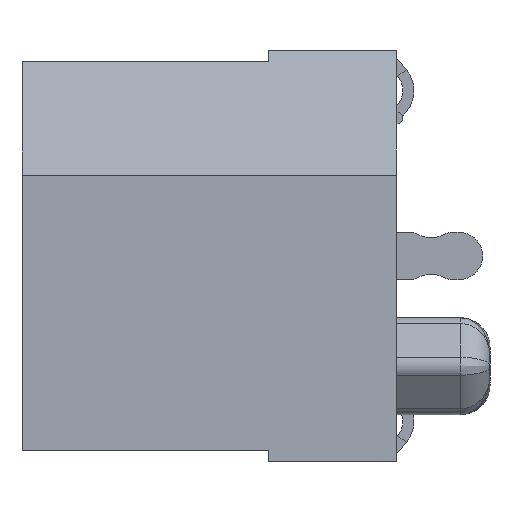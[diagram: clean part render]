
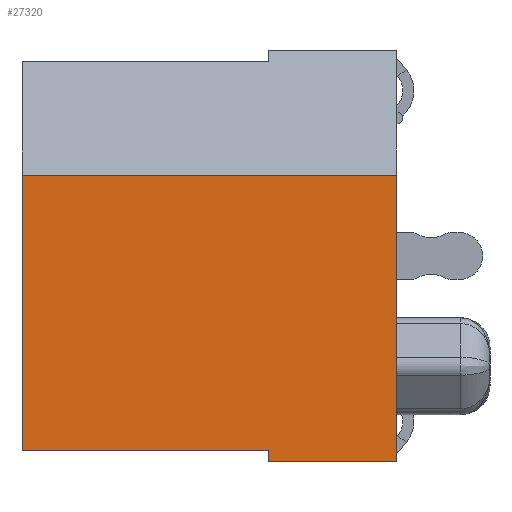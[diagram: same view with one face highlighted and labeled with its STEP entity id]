
A CAD part, left-side view. The second image highlights one B-rep face of the part: STEP entity #27320.
In plain terms, the highlighted planar face has unit normal (-1, 0, 0).
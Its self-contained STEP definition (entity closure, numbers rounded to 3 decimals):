
#1506 = VERTEX_POINT ( 'NONE', #8188 ) ;
#1554 = EDGE_CURVE ( 'NONE', #1506, #1555, #8256, .T. ) ;
#1555 = VERTEX_POINT ( 'NONE', #8252 ) ;
#3311 = VERTEX_POINT ( 'NONE', #11348 ) ;
#3313 = EDGE_CURVE ( 'NONE', #3311, #3314, #11347, .T. ) ;
#3314 = VERTEX_POINT ( 'NONE', #11343 ) ;
#4494 = EDGE_CURVE ( 'NONE', #1506, #4596, #13330, .T. ) ;
#4596 = VERTEX_POINT ( 'NONE', #14559 ) ;
#8188 = CARTESIAN_POINT ( 'NONE',  ( -11.75, 3.35, -2.65 ) ) ;
#8252 = CARTESIAN_POINT ( 'NONE',  ( -11.75, 3.35, 1.1 ) ) ;
#8253 = DIRECTION ( 'NONE',  ( 0., 0., 1. ) ) ;
#8254 = VECTOR ( 'NONE', #8253, 1000. ) ;
#8255 = CARTESIAN_POINT ( 'NONE',  ( -11.75, 3.35, -2.8 ) ) ;
#8256 = LINE ( 'NONE', #8255, #8254 ) ;
#11343 = CARTESIAN_POINT ( 'NONE',  ( -11.75, -1.75, -2.8 ) ) ;
#11344 = DIRECTION ( 'NONE',  ( 0., 0., -1. ) ) ;
#11345 = VECTOR ( 'NONE', #11344, 1000. ) ;
#11346 = CARTESIAN_POINT ( 'NONE',  ( -11.75, -1.75, 2.8 ) ) ;
#11347 = LINE ( 'NONE', #11346, #11345 ) ;
#11348 = CARTESIAN_POINT ( 'NONE',  ( -11.75, -1.75, 1.1 ) ) ;
#13327 = DIRECTION ( 'NONE',  ( 0., -1., 0. ) ) ;
#13328 = VECTOR ( 'NONE', #13327, 1000. ) ;
#13329 = CARTESIAN_POINT ( 'NONE',  ( -11.75, 3.35, -2.65 ) ) ;
#13330 = LINE ( 'NONE', #13329, #13328 ) ;
#14559 = CARTESIAN_POINT ( 'NONE',  ( -11.75, 0., -2.65 ) ) ;
#19134 = DIRECTION ( 'NONE',  ( 0., 0., 1. ) ) ;
#19140 = DIRECTION ( 'NONE',  ( -1., 0., 0. ) ) ;
#19833 = CARTESIAN_POINT ( 'NONE',  ( -11.75, -1.75, -2.8 ) ) ;
#19834 = AXIS2_PLACEMENT_3D ( 'NONE', #19833, #19140, #19134 ) ;
#19835 = PLANE ( 'NONE',  #19834 ) ;
#19836 = FACE_OUTER_BOUND ( 'NONE', #27322, .T. ) ;
#19841 = DIRECTION ( 'NONE',  ( 0., 1., 0. ) ) ;
#19842 = VECTOR ( 'NONE', #19841, 1000. ) ;
#19843 = CARTESIAN_POINT ( 'NONE',  ( -11.75, -1.75, -2.8 ) ) ;
#19844 = LINE ( 'NONE', #19843, #19842 ) ;
#19845 = DIRECTION ( 'NONE',  ( 0., 0., 1. ) ) ;
#19846 = VECTOR ( 'NONE', #19845, 1000. ) ;
#19847 = CARTESIAN_POINT ( 'NONE',  ( -11.75, 0., -2.8 ) ) ;
#19848 = LINE ( 'NONE', #19847, #19846 ) ;
#20014 = CARTESIAN_POINT ( 'NONE',  ( -11.75, 0., -2.8 ) ) ;
#20054 = DIRECTION ( 'NONE',  ( 0., -1., 0. ) ) ;
#20055 = VECTOR ( 'NONE', #20054, 1000. ) ;
#20056 = CARTESIAN_POINT ( 'NONE',  ( -11.75, 3.35, 1.1 ) ) ;
#20057 = LINE ( 'NONE', #20056, #20055 ) ;
#27310 = ORIENTED_EDGE ( 'NONE', *, *, #27331, .F. ) ;
#27312 = EDGE_CURVE ( 'NONE', #27337, #4596, #19848, .T. ) ;
#27313 = EDGE_CURVE ( 'NONE', #3314, #27337, #19844, .T. ) ;
#27317 = ORIENTED_EDGE ( 'NONE', *, *, #1554, .F. ) ;
#27320 = ADVANCED_FACE ( 'NONE', ( #19836 ), #19835, .T. ) ;
#27322 = EDGE_LOOP ( 'NONE', ( #27310, #27317, #27341, #27346, #27324, #27329 ) ) ;
#27324 = ORIENTED_EDGE ( 'NONE', *, *, #27313, .F. ) ;
#27329 = ORIENTED_EDGE ( 'NONE', *, *, #3313, .F. ) ;
#27331 = EDGE_CURVE ( 'NONE', #1555, #3311, #20057, .T. ) ;
#27337 = VERTEX_POINT ( 'NONE', #20014 ) ;
#27341 = ORIENTED_EDGE ( 'NONE', *, *, #4494, .T. ) ;
#27346 = ORIENTED_EDGE ( 'NONE', *, *, #27312, .F. ) ;
